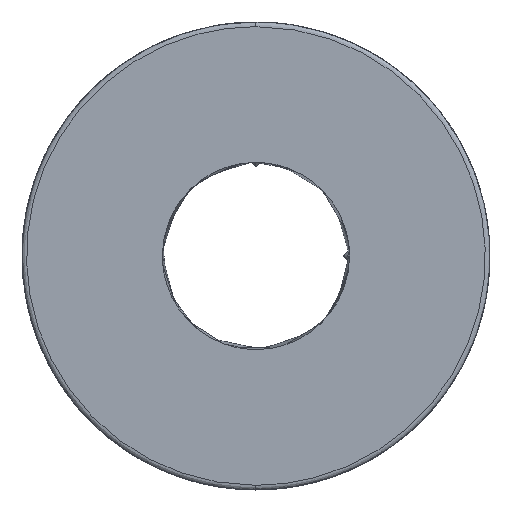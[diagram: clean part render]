
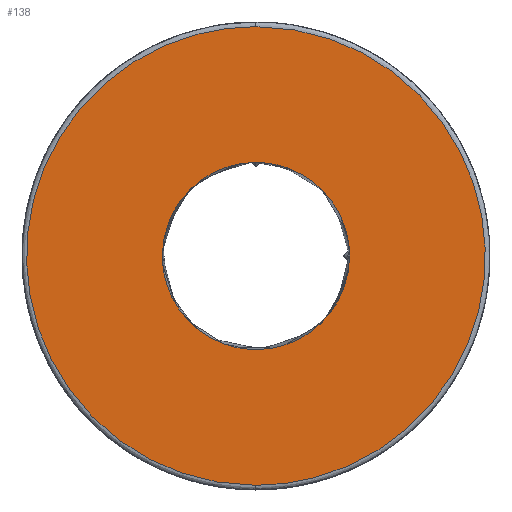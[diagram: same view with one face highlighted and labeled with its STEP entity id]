
A CAD part, left-side view. The second image highlights one B-rep face of the part: STEP entity #138.
In plain terms, the highlighted planar face has unit normal (-1, 0, 0).
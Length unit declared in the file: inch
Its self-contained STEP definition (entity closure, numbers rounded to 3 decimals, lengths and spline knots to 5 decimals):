
#82=FACE_BOUND('',#365,.T.);
#138=ADVANCED_FACE('',(#248,#82),#1714,.T.);
#248=FACE_OUTER_BOUND('',#364,.T.);
#364=EDGE_LOOP('',(#718,#719));
#365=EDGE_LOOP('',(#720,#721));
#718=ORIENTED_EDGE('',*,*,#1065,.F.);
#719=ORIENTED_EDGE('',*,*,#1131,.F.);
#720=ORIENTED_EDGE('',*,*,#1018,.T.);
#721=ORIENTED_EDGE('',*,*,#1017,.T.);
#1017=EDGE_CURVE('',#1557,#1558,#1406,.T.);
#1018=EDGE_CURVE('',#1558,#1557,#1407,.T.);
#1065=EDGE_CURVE('',#1611,#1612,#1433,.T.);
#1131=EDGE_CURVE('',#1612,#1611,#1482,.T.);
#1406=(
BOUNDED_CURVE()
B_SPLINE_CURVE(2,(#5063,#5064,#5065,#5066,#5067),.UNSPECIFIED.,.F.,.F.)
B_SPLINE_CURVE_WITH_KNOTS((3,2,3),(-12.56637,-6.28319,
0.),.UNSPECIFIED.)
CURVE()
GEOMETRIC_REPRESENTATION_ITEM()
RATIONAL_B_SPLINE_CURVE((1.,0.707,1.,0.707,1.))
REPRESENTATION_ITEM('')
);
#1407=(
BOUNDED_CURVE()
B_SPLINE_CURVE(2,(#5068,#5069,#5070,#5071,#5072),.UNSPECIFIED.,.F.,.F.)
B_SPLINE_CURVE_WITH_KNOTS((3,2,3),(-25.13274,-18.84956,
-12.56637),.UNSPECIFIED.)
CURVE()
GEOMETRIC_REPRESENTATION_ITEM()
RATIONAL_B_SPLINE_CURVE((1.,0.707,1.,0.707,1.))
REPRESENTATION_ITEM('')
);
#1433=(
BOUNDED_CURVE()
B_SPLINE_CURVE(2,(#6261,#6262,#6263,#6264,#6265),.UNSPECIFIED.,.F.,.F.)
B_SPLINE_CURVE_WITH_KNOTS((3,2,3),(15.3938,30.78761,46.18141),
 .UNSPECIFIED.)
CURVE()
GEOMETRIC_REPRESENTATION_ITEM()
RATIONAL_B_SPLINE_CURVE((1.,0.707,1.,0.707,1.))
REPRESENTATION_ITEM('')
);
#1482=(
BOUNDED_CURVE()
B_SPLINE_CURVE(2,(#7153,#7154,#7155,#7156,#7157),.UNSPECIFIED.,.F.,.F.)
B_SPLINE_CURVE_WITH_KNOTS((3,2,3),(15.3938,30.78761,46.18141),
 .UNSPECIFIED.)
CURVE()
GEOMETRIC_REPRESENTATION_ITEM()
RATIONAL_B_SPLINE_CURVE((1.,0.707,1.,0.707,1.))
REPRESENTATION_ITEM('')
);
#1557=VERTEX_POINT('',#4847);
#1558=VERTEX_POINT('',#4848);
#1611=VERTEX_POINT('',#4901);
#1612=VERTEX_POINT('',#4902);
#1714=PLANE('',#1839);
#1839=AXIS2_PLACEMENT_3D('',#3775,#1882,$);
#1882=DIRECTION('',(-1.,0.,0.));
#3775=CARTESIAN_POINT('',(666.88908,179.22621,355.61));
#4847=CARTESIAN_POINT('',(666.88908,185.03621,345.8));
#4848=CARTESIAN_POINT('',(666.88908,193.03621,345.8));
#4901=CARTESIAN_POINT('',(666.88908,189.03621,336.));
#4902=CARTESIAN_POINT('',(666.88908,189.03621,355.6));
#5063=CARTESIAN_POINT('',(666.88908,185.03621,345.8));
#5064=CARTESIAN_POINT('',(666.88908,185.03621,341.8));
#5065=CARTESIAN_POINT('',(666.88908,189.03621,341.8));
#5066=CARTESIAN_POINT('',(666.88908,193.03621,341.8));
#5067=CARTESIAN_POINT('',(666.88908,193.03621,345.8));
#5068=CARTESIAN_POINT('',(666.88908,193.03621,345.8));
#5069=CARTESIAN_POINT('',(666.88908,193.03621,349.8));
#5070=CARTESIAN_POINT('',(666.88908,189.03621,349.8));
#5071=CARTESIAN_POINT('',(666.88908,185.03621,349.8));
#5072=CARTESIAN_POINT('',(666.88908,185.03621,345.8));
#6261=CARTESIAN_POINT('',(666.88908,189.03621,336.));
#6262=CARTESIAN_POINT('',(666.88908,198.83621,336.));
#6263=CARTESIAN_POINT('',(666.88908,198.83621,345.8));
#6264=CARTESIAN_POINT('',(666.88908,198.83621,355.6));
#6265=CARTESIAN_POINT('',(666.88908,189.03621,355.6));
#7153=CARTESIAN_POINT('',(666.88908,189.03621,355.6));
#7154=CARTESIAN_POINT('',(666.88908,179.23621,355.6));
#7155=CARTESIAN_POINT('',(666.88908,179.23621,345.8));
#7156=CARTESIAN_POINT('',(666.88908,179.23621,336.));
#7157=CARTESIAN_POINT('',(666.88908,189.03621,336.));
